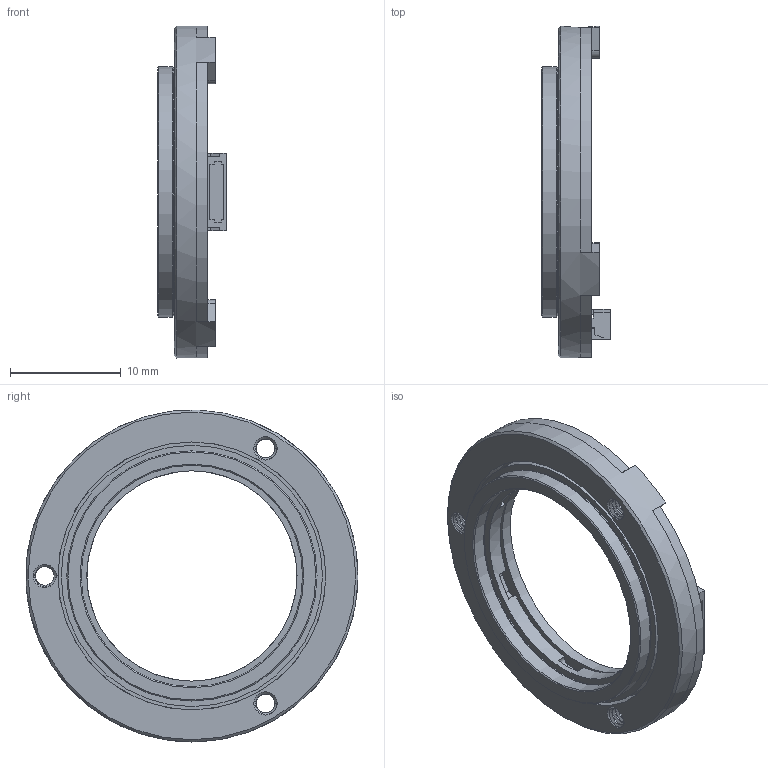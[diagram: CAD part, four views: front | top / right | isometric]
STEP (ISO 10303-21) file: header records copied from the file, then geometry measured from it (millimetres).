
FILE_DESCRIPTION (( 'STEP AP214' ), '1' );
FILE_NAME ('MPT-20B-30.step', '2024-12-10T15:50:37', ( '' ), ( '' ), 'SwSTEP 2.0', 'SolidWorks 2022', '' );
FILE_SCHEMA (( 'AUTOMOTIVE_DESIGN' ));
Length unit declared in the file: millimetre
Products named in the file (1): MPT-20B-30
Bounding box: 6.2 x 29.98 x 29.99 mm (x, y, z)
Volume: 1244.2 mm3; surface area: 2826.5 mm2
Topology: 5 solids, 5 shells, 487 faces, 1317 edges, 871 vertices
Faces by surface type: plane 264, bspline 160, cylinder 52, cone 11
Full cylindrical faces by diameter (mm): 19 x1, 19.6 x1, 20 x1, 20.2 x1, 21.2 x2, 22.4 x1, 22.6 x1, 22.8 x2, 23.6 x1, 24.2 x1, 30 x1
Entity records: 22736 total; most frequent: CARTESIAN_POINT 8248, ORIENTED_EDGE 2568, DIRECTION 1742, EDGE_CURVE 1284, VERTEX_POINT 862, LINE 818, VECTOR 818, EDGE_LOOP 556
